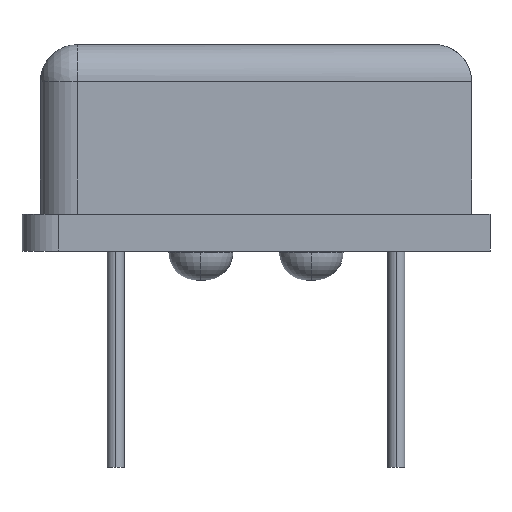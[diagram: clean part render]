
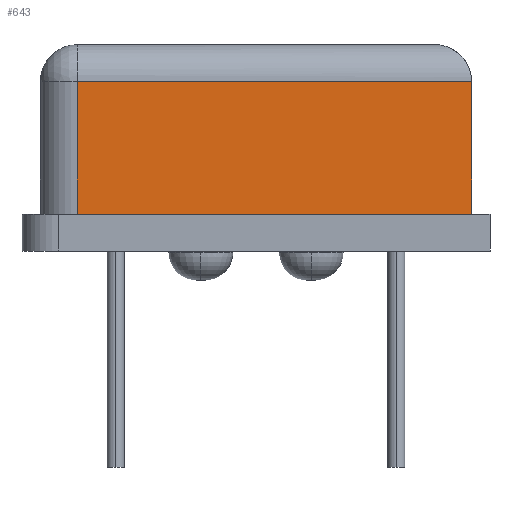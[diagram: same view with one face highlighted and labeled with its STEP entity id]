
A CAD part, left-side view. The second image highlights one B-rep face of the part: STEP entity #643.
In plain terms, the highlighted planar face has unit normal (-1, 0, 0).
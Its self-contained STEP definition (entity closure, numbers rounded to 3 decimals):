
#162 = ORIENTED_EDGE ( 'NONE', *, *, #463, .F. ) ;
#164 = ORIENTED_EDGE ( 'NONE', *, *, #448, .T. ) ;
#165 = ORIENTED_EDGE ( 'NONE', *, *, #473, .T. ) ;
#166 = ORIENTED_EDGE ( 'NONE', *, *, #482, .T. ) ;
#448 = EDGE_CURVE ( 'NONE', #3146, #3192, #2610, .T. ) ;
#463 = EDGE_CURVE ( 'NONE', #3167, #3192, #2655, .T. ) ;
#473 = EDGE_CURVE ( 'NONE', #3188, #3146, #2686, .T. ) ;
#482 = EDGE_CURVE ( 'NONE', #3167, #3188, #2715, .T. ) ;
#567 = FACE_OUTER_BOUND ( 'NONE', #3221, .T. ) ;
#643 = ADVANCED_FACE ( 'NONE', ( #567 ), #1300, .F. ) ;
#807 = VECTOR ( 'NONE', #2717, 1000. ) ;
#1199 = CARTESIAN_POINT ( 'NONE',  ( -5.85, 4.85, 0.5 ) ) ;
#1220 = CARTESIAN_POINT ( 'NONE',  ( -5.85, -5.85, 4.1 ) ) ;
#1241 = CARTESIAN_POINT ( 'NONE',  ( -5.85, 4.85, 4.1 ) ) ;
#1245 = CARTESIAN_POINT ( 'NONE',  ( -5.85, -5.85, 0.5 ) ) ;
#1300 = PLANE ( 'NONE',  #1871 ) ;
#1301 = CARTESIAN_POINT ( 'NONE',  ( -5.85, 5.85, 5.1 ) ) ;
#1302 = DIRECTION ( 'NONE',  ( 1., 0., 0. ) ) ;
#1303 = DIRECTION ( 'NONE',  ( 0., 0., -1. ) ) ;
#1871 = AXIS2_PLACEMENT_3D ( 'NONE', #1301, #1302, #1303 ) ;
#2610 = LINE ( 'NONE', #2611, #3644 ) ;
#2611 = CARTESIAN_POINT ( 'NONE',  ( -5.85, 5.85, 0.5 ) ) ;
#2612 = DIRECTION ( 'NONE',  ( 0., -1., 0. ) ) ;
#2655 = LINE ( 'NONE', #2656, #3540 ) ;
#2656 = CARTESIAN_POINT ( 'NONE',  ( -5.85, -5.85, 5.1 ) ) ;
#2657 = DIRECTION ( 'NONE',  ( 0., 0., -1. ) ) ;
#2686 = LINE ( 'NONE', #2687, #3567 ) ;
#2687 = CARTESIAN_POINT ( 'NONE',  ( -5.85, 4.85, 5.1 ) ) ;
#2688 = DIRECTION ( 'NONE',  ( 0., 0., -1. ) ) ;
#2715 = LINE ( 'NONE', #2716, #807 ) ;
#2716 = CARTESIAN_POINT ( 'NONE',  ( -5.85, 5.85, 4.1 ) ) ;
#2717 = DIRECTION ( 'NONE',  ( 0., 1., 0. ) ) ;
#3146 = VERTEX_POINT ( 'NONE', #1199 ) ;
#3167 = VERTEX_POINT ( 'NONE', #1220 ) ;
#3188 = VERTEX_POINT ( 'NONE', #1241 ) ;
#3192 = VERTEX_POINT ( 'NONE', #1245 ) ;
#3221 = EDGE_LOOP ( 'NONE', ( #162, #166, #165, #164 ) ) ;
#3540 = VECTOR ( 'NONE', #2657, 1000. ) ;
#3567 = VECTOR ( 'NONE', #2688, 1000. ) ;
#3644 = VECTOR ( 'NONE', #2612, 1000. ) ;
